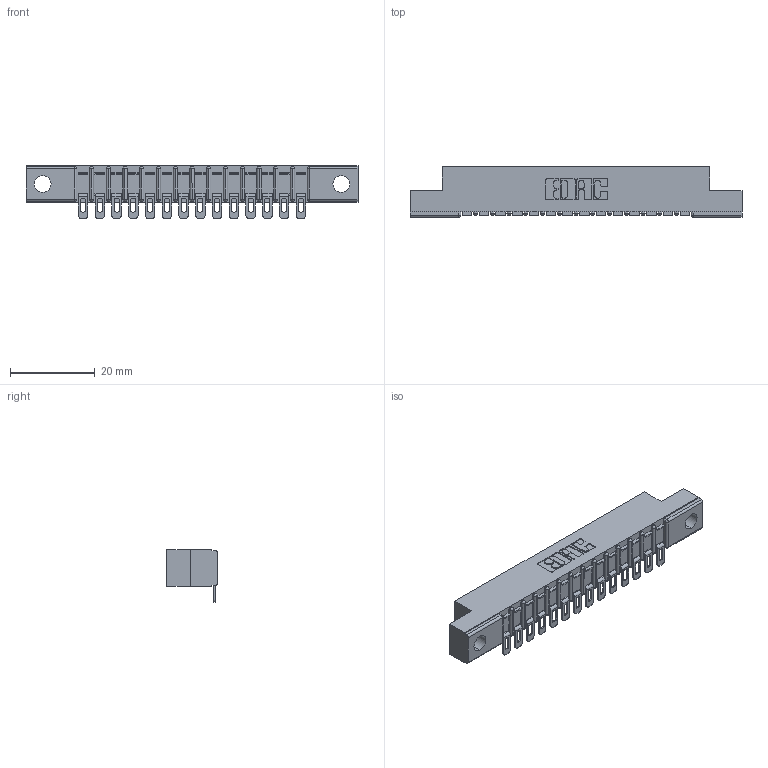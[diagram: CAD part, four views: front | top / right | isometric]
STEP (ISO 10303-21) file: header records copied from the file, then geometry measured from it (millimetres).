
FILE_DESCRIPTION (( 'STEP AP203' ), '1' );
FILE_NAME ('307-014-554-102.STEP', '2018-08-03T00:58:20', ( '' ), ( '' ), 'SwSTEP 2.0', 'SolidWorks 2016', '' );
FILE_SCHEMA (( 'CONFIG_CONTROL_DESIGN' ));
Length unit declared in the file: inch
Products named in the file (3): 307 Part_.128 Dia Mounting Holes; 307-290-002_554; 307-014-554-102
Assembly tree (15 placements, depth 2):
  307-014-554-102
    307 Part_.128 Dia Mounting Holes
    307-290-002_554  x14
Bounding box: 78.49 x 12.01 x 12.52 mm (x, y, z)
Volume: 5094.5 mm3; surface area: 8727 mm2
Topology: 15 solids, 15 shells, 1267 faces, 3865 edges, 2534 vertices
Faces by surface type: plane 714, cylinder 523, sphere 30
Entity records: 16421 total; most frequent: CARTESIAN_POINT 2766, ORIENTED_EDGE 2756, DIRECTION 2706, EDGE_CURVE 1378, VECTOR 1034, LINE 1034, VERTEX_POINT 896, AXIS2_PLACEMENT_3D 836
